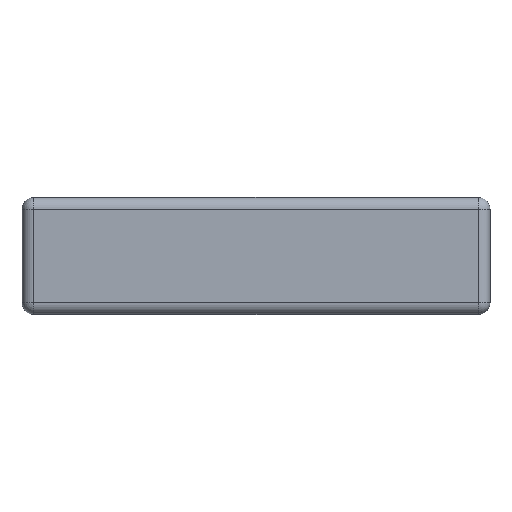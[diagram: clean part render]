
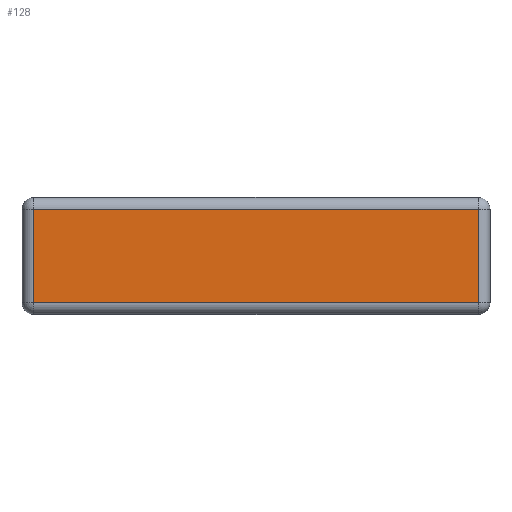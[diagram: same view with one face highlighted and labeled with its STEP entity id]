
A CAD part, top view. The second image highlights one B-rep face of the part: STEP entity #128.
In plain terms, the highlighted planar face has unit normal (0, 0, 1).
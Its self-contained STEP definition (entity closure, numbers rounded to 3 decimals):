
#128 = ADVANCED_FACE( '', ( #326 ), #327, .T. );
#326 = FACE_OUTER_BOUND( '', #599, .T. );
#327 = PLANE( '', #600 );
#599 = EDGE_LOOP( '', ( #929, #930, #931, #932 ) );
#600 = AXIS2_PLACEMENT_3D( '', #933, #934, #935 );
#929 = ORIENTED_EDGE( '', *, *, #1571, .T. );
#930 = ORIENTED_EDGE( '', *, *, #1617, .T. );
#931 = ORIENTED_EDGE( '', *, *, #1618, .T. );
#932 = ORIENTED_EDGE( '', *, *, #1556, .T. );
#933 = CARTESIAN_POINT( '', ( 0., 0., 15.5 ) );
#934 = DIRECTION( '', ( 0., 0., 1. ) );
#935 = DIRECTION( '', ( 1., 0., 0. ) );
#1556 = EDGE_CURVE( '', #1829, #1834, #1836, .T. );
#1571 = EDGE_CURVE( '', #1834, #1860, #1862, .T. );
#1617 = EDGE_CURVE( '', #1860, #1943, #1944, .T. );
#1618 = EDGE_CURVE( '', #1943, #1829, #1945, .T. );
#1829 = VERTEX_POINT( '', #2229 );
#1834 = VERTEX_POINT( '', #2235 );
#1836 = LINE( '', #2237, #2238 );
#1860 = VERTEX_POINT( '', #2271 );
#1862 = LINE( '', #2273, #2274 );
#1943 = VERTEX_POINT( '', #2387 );
#1944 = LINE( '', #2388, #2389 );
#1945 = LINE( '', #2390, #2391 );
#2229 = CARTESIAN_POINT( '', ( -19., -4., 15.5 ) );
#2235 = CARTESIAN_POINT( '', ( 19., -4., 15.5 ) );
#2237 = CARTESIAN_POINT( '', ( 20., -4., 15.5 ) );
#2238 = VECTOR( '', #2795, 1000. );
#2271 = CARTESIAN_POINT( '', ( 19., 4., 15.5 ) );
#2273 = CARTESIAN_POINT( '', ( 19., 5., 15.5 ) );
#2274 = VECTOR( '', #2811, 1000. );
#2387 = CARTESIAN_POINT( '', ( -19., 4., 15.5 ) );
#2388 = CARTESIAN_POINT( '', ( -20., 4., 15.5 ) );
#2389 = VECTOR( '', #2862, 1000. );
#2390 = CARTESIAN_POINT( '', ( -19., -5., 15.5 ) );
#2391 = VECTOR( '', #2863, 1000. );
#2795 = DIRECTION( '', ( 1., 0., 0. ) );
#2811 = DIRECTION( '', ( 0., 1., 0. ) );
#2862 = DIRECTION( '', ( -1., 0., 0. ) );
#2863 = DIRECTION( '', ( 0., -1., 0. ) );
